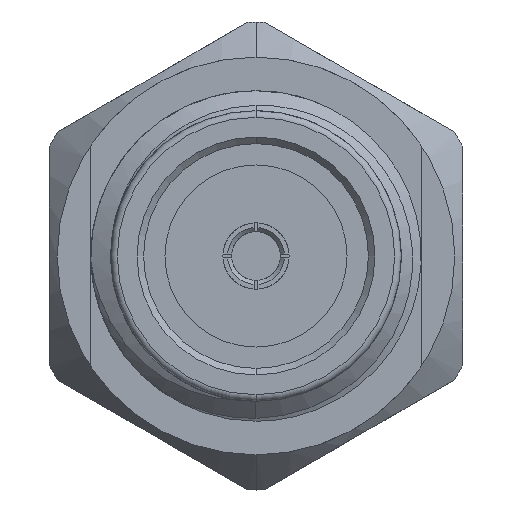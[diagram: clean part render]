
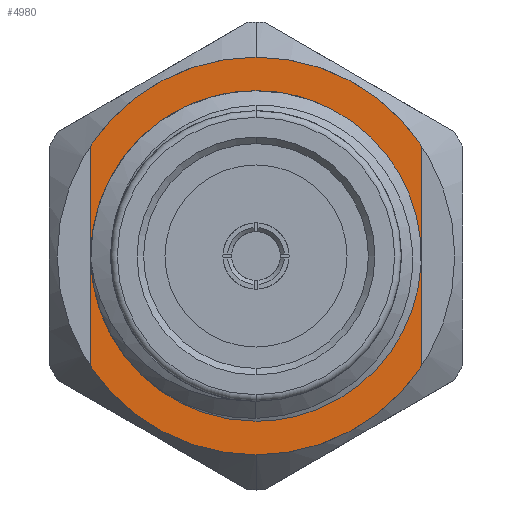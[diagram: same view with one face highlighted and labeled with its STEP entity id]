
A CAD part, front view. The second image highlights one B-rep face of the part: STEP entity #4980.
In plain terms, the highlighted planar face has unit normal (0, -1, 0).
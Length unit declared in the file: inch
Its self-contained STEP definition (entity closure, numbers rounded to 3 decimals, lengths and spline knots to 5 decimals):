
#57 = EDGE_CURVE ( 'NONE', #4931, #1170, #2471, .T. ) ;
#125 = DIRECTION ( 'NONE',  ( 0., 0., 1. ) ) ;
#366 = AXIS2_PLACEMENT_3D ( 'NONE', #6053, #1178, #2108 ) ;
#432 = PLANE ( 'NONE',  #6301 ) ;
#591 = VERTEX_POINT ( 'NONE', #4854 ) ;
#932 = DIRECTION ( 'NONE',  ( 0., 0., 1. ) ) ;
#1067 = VECTOR ( 'NONE', #1211, 39.37008 ) ;
#1126 = DIRECTION ( 'NONE',  ( 0., 0., 1. ) ) ;
#1170 = VERTEX_POINT ( 'NONE', #1343 ) ;
#1178 = DIRECTION ( 'NONE',  ( 0., 1., 0. ) ) ;
#1211 = DIRECTION ( 'NONE',  ( 0., 0., -1. ) ) ;
#1289 = VERTEX_POINT ( 'NONE', #1485 ) ;
#1328 = EDGE_CURVE ( 'NONE', #1289, #4376, #5920, .T. ) ;
#1343 = CARTESIAN_POINT ( 'NONE',  ( -0.12535, 0.05154, 0.08316 ) ) ;
#1446 = LINE ( 'NONE', #6128, #1067 ) ;
#1482 = CARTESIAN_POINT ( 'NONE',  ( -0.12535, 0.05154, -0.08316 ) ) ;
#1485 = CARTESIAN_POINT ( 'NONE',  ( 0., 0.05154, 0.10989 ) ) ;
#1486 = AXIS2_PLACEMENT_3D ( 'NONE', #5484, #5917, #125 ) ;
#1574 = ORIENTED_EDGE ( 'NONE', *, *, #4092, .F. ) ;
#1608 = CARTESIAN_POINT ( 'NONE',  ( 0.12535, 0.05154, -0.08316 ) ) ;
#1642 = ORIENTED_EDGE ( 'NONE', *, *, #57, .F. ) ;
#1663 = CIRCLE ( 'NONE', #3055, 0.10989 ) ;
#1679 = EDGE_CURVE ( 'NONE', #591, #4612, #1446, .T. ) ;
#1769 = ORIENTED_EDGE ( 'NONE', *, *, #1328, .T. ) ;
#2078 = AXIS2_PLACEMENT_3D ( 'NONE', #3246, #4214, #5666 ) ;
#2082 = DIRECTION ( 'NONE',  ( 0., 0., 1. ) ) ;
#2108 = DIRECTION ( 'NONE',  ( 0., 0., -1. ) ) ;
#2142 = CARTESIAN_POINT ( 'NONE',  ( -0.12535, 0.05154, -0.08316 ) ) ;
#2204 = EDGE_CURVE ( 'NONE', #4376, #1289, #1663, .T. ) ;
#2346 = DIRECTION ( 'NONE',  ( 0., 1., 0. ) ) ;
#2393 = ORIENTED_EDGE ( 'NONE', *, *, #4579, .F. ) ;
#2471 = LINE ( 'NONE', #2142, #6242 ) ;
#2509 = CIRCLE ( 'NONE', #4150, 0.15042 ) ;
#2665 = DIRECTION ( 'NONE',  ( 0., 1., 0. ) ) ;
#3055 = AXIS2_PLACEMENT_3D ( 'NONE', #3651, #2665, #3634 ) ;
#3168 = EDGE_LOOP ( 'NONE', ( #3243, #1769 ) ) ;
#3243 = ORIENTED_EDGE ( 'NONE', *, *, #2204, .T. ) ;
#3246 = CARTESIAN_POINT ( 'NONE',  ( 0., 0.05154, 0. ) ) ;
#3367 = EDGE_CURVE ( 'NONE', #4612, #3576, #5399, .T. ) ;
#3576 = VERTEX_POINT ( 'NONE', #5526 ) ;
#3634 = DIRECTION ( 'NONE',  ( 0., 0., -1. ) ) ;
#3651 = CARTESIAN_POINT ( 'NONE',  ( 0., 0.05154, 0. ) ) ;
#3878 = CARTESIAN_POINT ( 'NONE',  ( 0., 0.05154, 0. ) ) ;
#3900 = CARTESIAN_POINT ( 'NONE',  ( 0., 0.05154, 0. ) ) ;
#3975 = ORIENTED_EDGE ( 'NONE', *, *, #1679, .F. ) ;
#4091 = FACE_OUTER_BOUND ( 'NONE', #6135, .T. ) ;
#4092 = EDGE_CURVE ( 'NONE', #3576, #4931, #4312, .T. ) ;
#4150 = AXIS2_PLACEMENT_3D ( 'NONE', #3900, #4401, #1126 ) ;
#4214 = DIRECTION ( 'NONE',  ( 0., 1., 0. ) ) ;
#4312 = CIRCLE ( 'NONE', #2078, 0.15042 ) ;
#4376 = VERTEX_POINT ( 'NONE', #6304 ) ;
#4401 = DIRECTION ( 'NONE',  ( 0., 1., 0. ) ) ;
#4579 = EDGE_CURVE ( 'NONE', #1170, #591, #2509, .T. ) ;
#4612 = VERTEX_POINT ( 'NONE', #1608 ) ;
#4854 = CARTESIAN_POINT ( 'NONE',  ( 0.12535, 0.05154, 0.08316 ) ) ;
#4931 = VERTEX_POINT ( 'NONE', #1482 ) ;
#4980 = ADVANCED_FACE ( 'NONE', ( #5187, #4091 ), #432, .F. ) ;
#5120 = ORIENTED_EDGE ( 'NONE', *, *, #3367, .F. ) ;
#5187 = FACE_BOUND ( 'NONE', #3168, .T. ) ;
#5399 = CIRCLE ( 'NONE', #1486, 0.15042 ) ;
#5484 = CARTESIAN_POINT ( 'NONE',  ( 0., 0.05154, 0. ) ) ;
#5526 = CARTESIAN_POINT ( 'NONE',  ( 0., 0.05154, -0.15042 ) ) ;
#5666 = DIRECTION ( 'NONE',  ( 0., 0., 1. ) ) ;
#5917 = DIRECTION ( 'NONE',  ( 0., 1., 0. ) ) ;
#5920 = CIRCLE ( 'NONE', #366, 0.10989 ) ;
#6053 = CARTESIAN_POINT ( 'NONE',  ( 0., 0.05154, 0. ) ) ;
#6128 = CARTESIAN_POINT ( 'NONE',  ( 0.12535, 0.05154, -0.08316 ) ) ;
#6135 = EDGE_LOOP ( 'NONE', ( #5120, #3975, #2393, #1642, #1574 ) ) ;
#6242 = VECTOR ( 'NONE', #2082, 39.37008 ) ;
#6301 = AXIS2_PLACEMENT_3D ( 'NONE', #3878, #2346, #932 ) ;
#6304 = CARTESIAN_POINT ( 'NONE',  ( 0., 0.05154, -0.10989 ) ) ;
